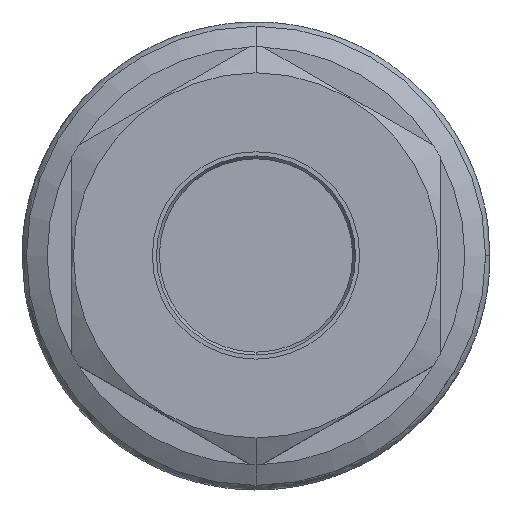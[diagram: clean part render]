
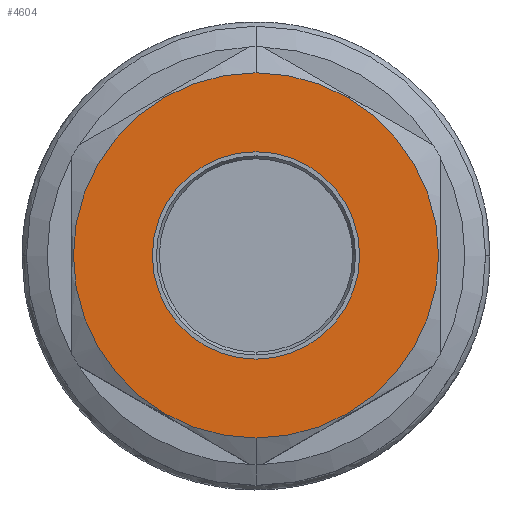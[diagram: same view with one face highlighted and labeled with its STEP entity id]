
A CAD part, top view. The second image highlights one B-rep face of the part: STEP entity #4604.
In plain terms, the highlighted planar face has unit normal (0, 0, 1).
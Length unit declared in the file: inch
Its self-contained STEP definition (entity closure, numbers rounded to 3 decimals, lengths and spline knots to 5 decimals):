
#809=CARTESIAN_POINT('',(0.,0.,3.625));
#810=DIRECTION('',(0.,0.,1.));
#811=DIRECTION('',(0.,-1.,0.));
#812=AXIS2_PLACEMENT_3D('',#809,#810,#811);
#814=CARTESIAN_POINT('',(0.,0.,3.625));
#815=DIRECTION('',(0.,0.,1.));
#816=DIRECTION('',(0.,1.,0.));
#817=AXIS2_PLACEMENT_3D('',#814,#815,#816);
#819=CARTESIAN_POINT('',(0.,0.,3.625));
#820=DIRECTION('',(0.,0.,1.));
#821=DIRECTION('',(0.,-1.,0.));
#822=AXIS2_PLACEMENT_3D('',#819,#820,#821);
#824=CARTESIAN_POINT('',(0.,0.,3.625));
#825=DIRECTION('',(0.,0.,1.));
#826=DIRECTION('',(0.,1.,0.));
#827=AXIS2_PLACEMENT_3D('',#824,#825,#826);
#2979=CARTESIAN_POINT('',(0.,-0.62,3.625));
#2980=CARTESIAN_POINT('',(0.,0.62,3.625));
#2981=VERTEX_POINT('',#2979);
#2982=VERTEX_POINT('',#2980);
#3110=CARTESIAN_POINT('',(0.,-0.352,3.625));
#3111=CARTESIAN_POINT('',(0.,0.352,3.625));
#3112=VERTEX_POINT('',#3110);
#3113=VERTEX_POINT('',#3111);
#4589=CARTESIAN_POINT('',(0.,0.,3.625));
#4590=DIRECTION('',(0.,0.,1.));
#4591=DIRECTION('',(0.,1.,0.));
#4592=AXIS2_PLACEMENT_3D('',#4589,#4590,#4591);
#4593=PLANE('',#4592);
#4594=ORIENTED_EDGE('',*,*,#4247,.F.);
#4595=ORIENTED_EDGE('',*,*,#4573,.F.);
#4596=EDGE_LOOP('',(#4594,#4595));
#4597=FACE_OUTER_BOUND('',#4596,.F.);
#4599=ORIENTED_EDGE('',*,*,#4598,.T.);
#4601=ORIENTED_EDGE('',*,*,#4600,.T.);
#4602=EDGE_LOOP('',(#4599,#4601));
#4603=FACE_BOUND('',#4602,.F.);
#813=CIRCLE('',#812,0.62);
#818=CIRCLE('',#817,0.62);
#823=CIRCLE('',#822,0.352);
#828=CIRCLE('',#827,0.352);
#4247=EDGE_CURVE('',#2981,#2982,#813,.T.);
#4573=EDGE_CURVE('',#2982,#2981,#818,.T.);
#4598=EDGE_CURVE('',#3112,#3113,#823,.T.);
#4600=EDGE_CURVE('',#3113,#3112,#828,.T.);
#4604=ADVANCED_FACE('',(#4597,#4603),#4593,.T.);
